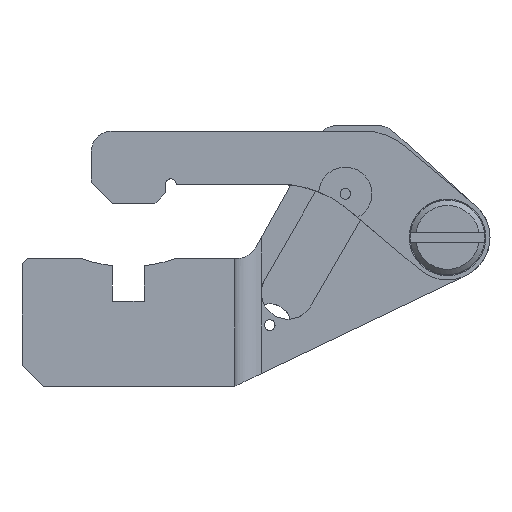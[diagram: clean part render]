
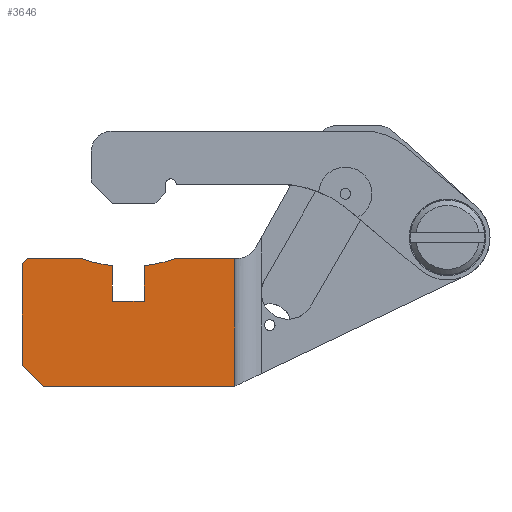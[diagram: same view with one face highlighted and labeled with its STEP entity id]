
A CAD part, left-side view. The second image highlights one B-rep face of the part: STEP entity #3646.
In plain terms, the highlighted planar face has unit normal (-1, 0, 0).
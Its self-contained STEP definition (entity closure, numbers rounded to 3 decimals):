
#1117=DIRECTION('',(0.,-1.,0.));
#1118=VECTOR('',#1117,3.);
#1119=CARTESIAN_POINT('',(-4.,1.5,38.));
#1120=LINE('',#1119,#1118);
#1139=DIRECTION('',(0.,-1.,0.));
#1140=VECTOR('',#1139,18.);
#1141=CARTESIAN_POINT('',(-4.,8.,30.));
#1142=LINE('',#1141,#1140);
#1143=DIRECTION('',(0.,-0.707,-0.707));
#1144=VECTOR('',#1143,2.828);
#1145=CARTESIAN_POINT('',(-4.,10.,32.));
#1146=LINE('',#1145,#1144);
#1147=DIRECTION('',(0.,0.,-1.));
#1148=VECTOR('',#1147,9.5);
#1149=CARTESIAN_POINT('',(-4.,10.,41.5));
#1150=LINE('',#1149,#1148);
#1151=DIRECTION('',(0.,0.707,-0.707));
#1152=VECTOR('',#1151,0.707);
#1153=CARTESIAN_POINT('',(-4.,9.5,42.));
#1154=LINE('',#1153,#1152);
#1155=CARTESIAN_POINT('',(-4.,0.,54.5));
#1156=DIRECTION('',(1.,0.,0.));
#1157=DIRECTION('',(0.,0.113,-0.994));
#1158=AXIS2_PLACEMENT_3D('',#1155,#1156,#1157);
#1160=CARTESIAN_POINT('',(-4.,0.,54.5));
#1161=DIRECTION('',(1.,0.,0.));
#1162=DIRECTION('',(0.,-0.332,-0.943));
#1163=AXIS2_PLACEMENT_3D('',#1160,#1161,#1162);
#1169=DIRECTION('',(0.,0.,-1.));
#1170=VECTOR('',#1169,12.);
#1171=CARTESIAN_POINT('',(-4.,-10.,42.));
#1172=LINE('',#1171,#1170);
#1495=DIRECTION('',(0.,-1.,0.));
#1496=VECTOR('',#1495,5.605);
#1497=CARTESIAN_POINT('',(-4.,-4.395,42.));
#1498=LINE('',#1497,#1496);
#1550=DIRECTION('',(0.,0.,1.));
#1551=VECTOR('',#1550,3.335);
#1552=CARTESIAN_POINT('',(-4.,-1.5,38.));
#1553=LINE('',#1552,#1551);
#2276=DIRECTION('',(0.,0.,-1.));
#2277=VECTOR('',#2276,3.335);
#2278=CARTESIAN_POINT('',(-4.,1.5,41.335));
#2279=LINE('',#2278,#2277);
#2331=DIRECTION('',(0.,-1.,0.));
#2332=VECTOR('',#2331,5.105);
#2333=CARTESIAN_POINT('',(-4.,9.5,42.));
#2334=LINE('',#2333,#2332);
#3332=CARTESIAN_POINT('',(-4.,1.5,41.335));
#3333=VERTEX_POINT('',#3332);
#3334=CARTESIAN_POINT('',(-4.,1.5,38.));
#3335=VERTEX_POINT('',#3334);
#3340=CARTESIAN_POINT('',(-4.,4.395,42.));
#3341=VERTEX_POINT('',#3340);
#3342=CARTESIAN_POINT('',(-4.,-4.395,42.));
#3343=VERTEX_POINT('',#3342);
#3344=CARTESIAN_POINT('',(-4.,-10.,42.));
#3345=VERTEX_POINT('',#3344);
#3354=CARTESIAN_POINT('',(-4.,-1.5,41.335));
#3355=VERTEX_POINT('',#3354);
#3360=CARTESIAN_POINT('',(-4.,-10.,30.));
#3361=VERTEX_POINT('',#3360);
#3366=CARTESIAN_POINT('',(-4.,-1.5,38.));
#3367=VERTEX_POINT('',#3366);
#3368=CARTESIAN_POINT('',(-4.,9.5,42.));
#3369=VERTEX_POINT('',#3368);
#3370=CARTESIAN_POINT('',(-4.,10.,41.5));
#3371=VERTEX_POINT('',#3370);
#3372=CARTESIAN_POINT('',(-4.,10.,32.));
#3373=VERTEX_POINT('',#3372);
#3374=CARTESIAN_POINT('',(-4.,8.,30.));
#3375=VERTEX_POINT('',#3374);
#3616=CARTESIAN_POINT('',(-4.,-12.,42.25));
#3617=DIRECTION('',(1.,0.,0.));
#3618=DIRECTION('',(0.,0.,-1.));
#3619=AXIS2_PLACEMENT_3D('',#3616,#3617,#3618);
#3620=PLANE('',#3619);
#3622=ORIENTED_EDGE('',*,*,#3621,.T.);
#3624=ORIENTED_EDGE('',*,*,#3623,.F.);
#3626=ORIENTED_EDGE('',*,*,#3625,.F.);
#3628=ORIENTED_EDGE('',*,*,#3627,.F.);
#3630=ORIENTED_EDGE('',*,*,#3629,.F.);
#3632=ORIENTED_EDGE('',*,*,#3631,.T.);
#3634=ORIENTED_EDGE('',*,*,#3633,.F.);
#3636=ORIENTED_EDGE('',*,*,#3635,.T.);
#3637=ORIENTED_EDGE('',*,*,#3601,.T.);
#3639=ORIENTED_EDGE('',*,*,#3638,.T.);
#3641=ORIENTED_EDGE('',*,*,#3640,.F.);
#3643=ORIENTED_EDGE('',*,*,#3642,.T.);
#3644=EDGE_LOOP('',(#3622,#3624,#3626,#3628,#3630,#3632,#3634,#3636,#3637,#3639,
#3641,#3643));
#3645=FACE_OUTER_BOUND('',#3644,.F.);
#3646=ADVANCED_FACE('',(#3645),#3620,.F.);
#1159=CIRCLE('',#1158,13.25);
#1164=CIRCLE('',#1163,13.25);
#3601=EDGE_CURVE('',#3335,#3367,#1120,.T.);
#3621=EDGE_CURVE('',#3345,#3361,#1172,.T.);
#3623=EDGE_CURVE('',#3375,#3361,#1142,.T.);
#3625=EDGE_CURVE('',#3373,#3375,#1146,.T.);
#3627=EDGE_CURVE('',#3371,#3373,#1150,.T.);
#3629=EDGE_CURVE('',#3369,#3371,#1154,.T.);
#3631=EDGE_CURVE('',#3369,#3341,#2334,.T.);
#3633=EDGE_CURVE('',#3333,#3341,#1159,.T.);
#3635=EDGE_CURVE('',#3333,#3335,#2279,.T.);
#3638=EDGE_CURVE('',#3367,#3355,#1553,.T.);
#3640=EDGE_CURVE('',#3343,#3355,#1164,.T.);
#3642=EDGE_CURVE('',#3343,#3345,#1498,.T.);
